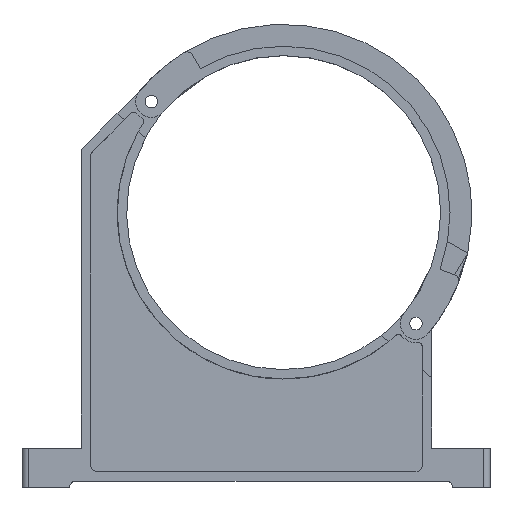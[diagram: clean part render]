
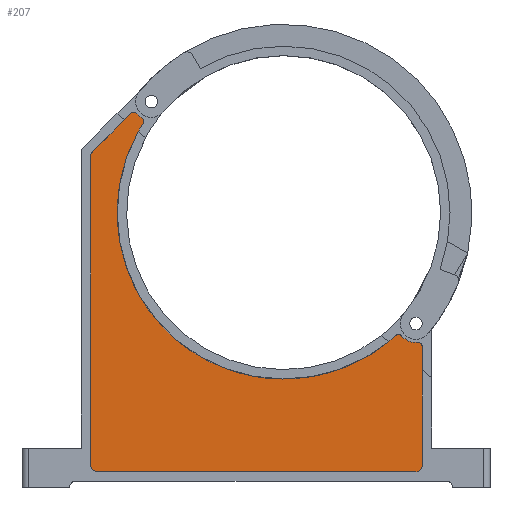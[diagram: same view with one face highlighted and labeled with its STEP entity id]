
A CAD part, top view. The second image highlights one B-rep face of the part: STEP entity #207.
In plain terms, the highlighted planar face has unit normal (0, 0, 1).
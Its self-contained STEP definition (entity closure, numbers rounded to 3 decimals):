
#207 = ADVANCED_FACE( '', ( #470 ), #471, .T. );
#470 = FACE_OUTER_BOUND( '', #786, .T. );
#471 = PLANE( '', #787 );
#786 = EDGE_LOOP( '', ( #1366, #1367, #1368, #1369, #1370, #1371, #1372, #1373, #1374, #1375, #1376, #1377, #1378, #1379 ) );
#787 = AXIS2_PLACEMENT_3D( '', #1380, #1381, #1382 );
#1366 = ORIENTED_EDGE( '', *, *, #1984, .T. );
#1367 = ORIENTED_EDGE( '', *, *, #2172, .T. );
#1368 = ORIENTED_EDGE( '', *, *, #2173, .T. );
#1369 = ORIENTED_EDGE( '', *, *, #2013, .T. );
#1370 = ORIENTED_EDGE( '', *, *, #2052, .T. );
#1371 = ORIENTED_EDGE( '', *, *, #2174, .T. );
#1372 = ORIENTED_EDGE( '', *, *, #2175, .T. );
#1373 = ORIENTED_EDGE( '', *, *, #1945, .F. );
#1374 = ORIENTED_EDGE( '', *, *, #1957, .T. );
#1375 = ORIENTED_EDGE( '', *, *, #1971, .F. );
#1376 = ORIENTED_EDGE( '', *, *, #2112, .T. );
#1377 = ORIENTED_EDGE( '', *, *, #2176, .F. );
#1378 = ORIENTED_EDGE( '', *, *, #2168, .T. );
#1379 = ORIENTED_EDGE( '', *, *, #2177, .T. );
#1380 = CARTESIAN_POINT( '', ( -118.775, 36.197, 4. ) );
#1381 = DIRECTION( '', ( 0., 0., 1. ) );
#1382 = DIRECTION( '', ( 1., 0., 0. ) );
#1945 = EDGE_CURVE( '', #2338, #2340, #2341, .T. );
#1957 = EDGE_CURVE( '', #2338, #2359, #2361, .T. );
#1971 = EDGE_CURVE( '', #2383, #2359, #2385, .T. );
#1984 = EDGE_CURVE( '', #2408, #2406, #2409, .T. );
#2013 = EDGE_CURVE( '', #2456, #2454, #2457, .T. );
#2052 = EDGE_CURVE( '', #2454, #2523, #2525, .T. );
#2112 = EDGE_CURVE( '', #2383, #2620, #2622, .T. );
#2168 = EDGE_CURVE( '', #2706, #2704, #2707, .T. );
#2172 = EDGE_CURVE( '', #2406, #2712, #2713, .T. );
#2173 = EDGE_CURVE( '', #2712, #2456, #2714, .T. );
#2174 = EDGE_CURVE( '', #2523, #2715, #2716, .T. );
#2175 = EDGE_CURVE( '', #2715, #2340, #2717, .T. );
#2176 = EDGE_CURVE( '', #2706, #2620, #2718, .T. );
#2177 = EDGE_CURVE( '', #2704, #2408, #2719, .T. );
#2338 = VERTEX_POINT( '', #2918 );
#2340 = VERTEX_POINT( '', #2921 );
#2341 = CIRCLE( '', #2922, 12. );
#2359 = VERTEX_POINT( '', #2943 );
#2361 = CIRCLE( '', #2946, 2.667 );
#2383 = VERTEX_POINT( '', #2974 );
#2385 = CIRCLE( '', #2977, 106. );
#2406 = VERTEX_POINT( '', #3004 );
#2408 = VERTEX_POINT( '', #3007 );
#2409 = CIRCLE( '', #3008, 4. );
#2454 = VERTEX_POINT( '', #3065 );
#2456 = VERTEX_POINT( '', #3068 );
#2457 = LINE( '', #3069, #3070 );
#2523 = VERTEX_POINT( '', #3162 );
#2525 = CIRCLE( '', #3165, 4. );
#2620 = VERTEX_POINT( '', #3283 );
#2622 = CIRCLE( '', #3286, 2.667 );
#2704 = VERTEX_POINT( '', #3383 );
#2706 = VERTEX_POINT( '', #3386 );
#2707 = CIRCLE( '', #3387, 2.667 );
#2712 = VERTEX_POINT( '', #3393 );
#2713 = LINE( '', #3394, #3395 );
#2714 = CIRCLE( '', #3396, 4. );
#2715 = VERTEX_POINT( '', #3397 );
#2716 = LINE( '', #3398, #3399 );
#2717 = CIRCLE( '', #3400, 2.667 );
#2718 = CIRCLE( '', #3401, 12. );
#2719 = LINE( '', #3402, #3403 );
#2918 = CARTESIAN_POINT( '', ( 75.204, -78.574, 4. ) );
#2921 = CARTESIAN_POINT( '', ( 85.356, -82.657, 4. ) );
#2922 = AXIS2_PLACEMENT_3D( '', #3664, #3665, #3666 );
#2943 = CARTESIAN_POINT( '', ( 71.394, -78.351, 4. ) );
#2946 = AXIS2_PLACEMENT_3D( '', #3683, #3684, #3685 );
#2974 = CARTESIAN_POINT( '', ( -89.558, 56.704, 4. ) );
#2977 = AXIS2_PLACEMENT_3D( '', #3705, #3706, #3707 );
#3004 = CARTESIAN_POINT( '', ( -122.775, 36.197, 4. ) );
#3007 = CARTESIAN_POINT( '', ( -121.603, 39.025, 4. ) );
#3008 = AXIS2_PLACEMENT_3D( '', #3721, #3722, #3723 );
#3065 = CARTESIAN_POINT( '', ( 84.265, -165., 4. ) );
#3068 = CARTESIAN_POINT( '', ( -118.775, -165., 4. ) );
#3069 = CARTESIAN_POINT( '', ( -118.775, -165., 4. ) );
#3070 = VECTOR( '', #3767, 1000. );
#3162 = CARTESIAN_POINT( '', ( 88.265, -161., 4. ) );
#3165 = AXIS2_PLACEMENT_3D( '', #3807, #3808, #3809 );
#3283 = CARTESIAN_POINT( '', ( -90.439, 60.417, 4. ) );
#3286 = AXIS2_PLACEMENT_3D( '', #3906, #3907, #3908 );
#3383 = CARTESIAN_POINT( '', ( -97.421, 63.207, 4. ) );
#3386 = CARTESIAN_POINT( '', ( -93.486, 63.028, 4. ) );
#3387 = AXIS2_PLACEMENT_3D( '', #4015, #4016, #4017 );
#3393 = CARTESIAN_POINT( '', ( -122.775, -161., 4. ) );
#3394 = CARTESIAN_POINT( '', ( -122.775, 36.197, 4. ) );
#3395 = VECTOR( '', #4022, 1000. );
#3396 = AXIS2_PLACEMENT_3D( '', #4023, #4024, #4025 );
#3397 = CARTESIAN_POINT( '', ( 88.265, -85.313, 4. ) );
#3398 = CARTESIAN_POINT( '', ( 88.265, -161., 4. ) );
#3399 = VECTOR( '', #4026, 1000. );
#3400 = AXIS2_PLACEMENT_3D( '', #4027, #4028, #4029 );
#3401 = AXIS2_PLACEMENT_3D( '', #4030, #4031, #4032 );
#3402 = CARTESIAN_POINT( '', ( -97.421, 63.207, 4. ) );
#3403 = VECTOR( '', #4033, 1000. );
#3664 = CARTESIAN_POINT( '', ( 84.265, -70.707, 4. ) );
#3665 = DIRECTION( '', ( 0., 0., 1. ) );
#3666 = DIRECTION( '', ( 1., 0., 0. ) );
#3683 = CARTESIAN_POINT( '', ( 73.19, -80.322, 4. ) );
#3684 = DIRECTION( '', ( 0., 0., 1. ) );
#3685 = DIRECTION( '', ( 1., 0., 0. ) );
#3705 = CARTESIAN_POINT( '', ( 0., 0., 4. ) );
#3706 = DIRECTION( '', ( 0., 0., 1. ) );
#3707 = DIRECTION( '', ( 1., 0., 0. ) );
#3721 = CARTESIAN_POINT( '', ( -118.775, 36.197, 4. ) );
#3722 = DIRECTION( '', ( 0., 0., 1. ) );
#3723 = DIRECTION( '', ( 1., 0., 0. ) );
#3767 = DIRECTION( '', ( 1., 0., 0. ) );
#3807 = CARTESIAN_POINT( '', ( 84.265, -161., 4. ) );
#3808 = DIRECTION( '', ( 0., 0., 1. ) );
#3809 = DIRECTION( '', ( 1., 0., 0. ) );
#3906 = CARTESIAN_POINT( '', ( -91.811, 58.13, 4. ) );
#3907 = DIRECTION( '', ( 0., 0., 1. ) );
#3908 = DIRECTION( '', ( 1., 0., 0. ) );
#4015 = CARTESIAN_POINT( '', ( -95.536, 61.321, 4. ) );
#4016 = DIRECTION( '', ( 0., 0., 1. ) );
#4017 = DIRECTION( '', ( 1., 0., 0. ) );
#4022 = DIRECTION( '', ( 0., -1., 0. ) );
#4023 = CARTESIAN_POINT( '', ( -118.775, -161., 4. ) );
#4024 = DIRECTION( '', ( 0., 0., 1. ) );
#4025 = DIRECTION( '', ( 1., 0., 0. ) );
#4026 = DIRECTION( '', ( 0., 1., 0. ) );
#4027 = CARTESIAN_POINT( '', ( 85.598, -85.313, 4. ) );
#4028 = DIRECTION( '', ( 0., 0., 1. ) );
#4029 = DIRECTION( '', ( 1., 0., 0. ) );
#4030 = CARTESIAN_POINT( '', ( -84.265, 70.707, 4. ) );
#4031 = DIRECTION( '', ( 0., 0., 1. ) );
#4032 = DIRECTION( '', ( 1., 0., 0. ) );
#4033 = DIRECTION( '', ( -0.707, -0.707, 0. ) );
